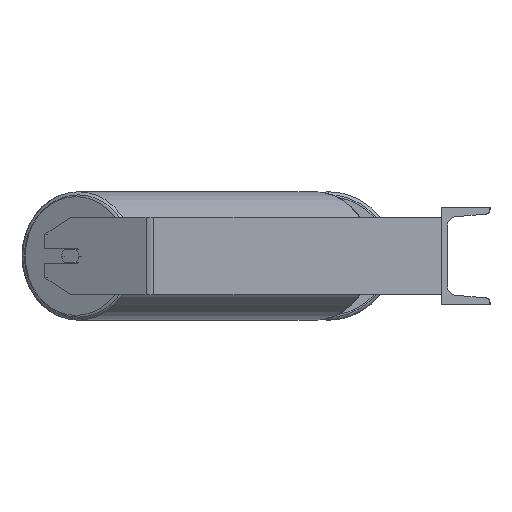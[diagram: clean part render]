
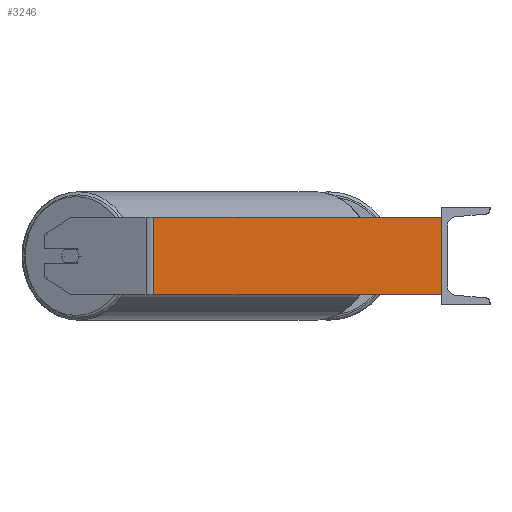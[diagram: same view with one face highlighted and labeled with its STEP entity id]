
A CAD part, left-side view. The second image highlights one B-rep face of the part: STEP entity #3246.
In plain terms, the highlighted planar face has unit normal (-1, 0, 0).
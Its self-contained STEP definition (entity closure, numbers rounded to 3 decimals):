
#127 = ORIENTED_EDGE ( 'NONE', *, *, #4920, .F. ) ;
#393 = CARTESIAN_POINT ( 'NONE',  ( -785., 297.975, 40. ) ) ;
#479 = VERTEX_POINT ( 'NONE', #7840 ) ;
#547 = VERTEX_POINT ( 'NONE', #5350 ) ;
#768 = VERTEX_POINT ( 'NONE', #1341 ) ;
#1024 = FACE_OUTER_BOUND ( 'NONE', #6602, .T. ) ;
#1061 = VECTOR ( 'NONE', #3643, 1000. ) ;
#1130 = ORIENTED_EDGE ( 'NONE', *, *, #4191, .F. ) ;
#1341 = CARTESIAN_POINT ( 'NONE',  ( -785., 297.975, -40. ) ) ;
#1343 = DIRECTION ( 'NONE',  ( 0., -1., 0. ) ) ;
#1564 = VECTOR ( 'NONE', #1343, 1000. ) ;
#1676 = PLANE ( 'NONE',  #3868 ) ;
#1720 = DIRECTION ( 'NONE',  ( 1., 0., 0. ) ) ;
#2056 = LINE ( 'NONE', #7547, #8434 ) ;
#2130 = CARTESIAN_POINT ( 'NONE',  ( -785., 302.262, 40. ) ) ;
#2239 = CARTESIAN_POINT ( 'NONE',  ( -785., 0., 40. ) ) ;
#2277 = CARTESIAN_POINT ( 'NONE',  ( -785., 302.262, 40. ) ) ;
#2498 = DIRECTION ( 'NONE',  ( 0., 0., -1. ) ) ;
#2630 = EDGE_CURVE ( 'NONE', #479, #768, #8161, .T. ) ;
#2891 = LINE ( 'NONE', #5652, #1061 ) ;
#3246 = ADVANCED_FACE ( 'NONE', ( #1024 ), #1676, .F. ) ;
#3428 = DIRECTION ( 'NONE',  ( 0., 0., -1. ) ) ;
#3643 = DIRECTION ( 'NONE',  ( 0., -1., 0. ) ) ;
#3868 = AXIS2_PLACEMENT_3D ( 'NONE', #2277, #1720, #4499 ) ;
#4191 = EDGE_CURVE ( 'NONE', #479, #5050, #5488, .T. ) ;
#4499 = DIRECTION ( 'NONE',  ( 0., 1., 0. ) ) ;
#4920 = EDGE_CURVE ( 'NONE', #5050, #547, #2056, .T. ) ;
#5036 = VECTOR ( 'NONE', #2498, 1000. ) ;
#5050 = VERTEX_POINT ( 'NONE', #2239 ) ;
#5350 = CARTESIAN_POINT ( 'NONE',  ( -785., 0., -40. ) ) ;
#5488 = LINE ( 'NONE', #2130, #1564 ) ;
#5652 = CARTESIAN_POINT ( 'NONE',  ( -785., 302.262, -40. ) ) ;
#6000 = ORIENTED_EDGE ( 'NONE', *, *, #8624, .T. ) ;
#6602 = EDGE_LOOP ( 'NONE', ( #6000, #127, #1130, #7132 ) ) ;
#7132 = ORIENTED_EDGE ( 'NONE', *, *, #2630, .T. ) ;
#7547 = CARTESIAN_POINT ( 'NONE',  ( -785., 0., 40. ) ) ;
#7840 = CARTESIAN_POINT ( 'NONE',  ( -785., 297.975, 40. ) ) ;
#8161 = LINE ( 'NONE', #393, #5036 ) ;
#8434 = VECTOR ( 'NONE', #3428, 1000. ) ;
#8624 = EDGE_CURVE ( 'NONE', #768, #547, #2891, .T. ) ;
